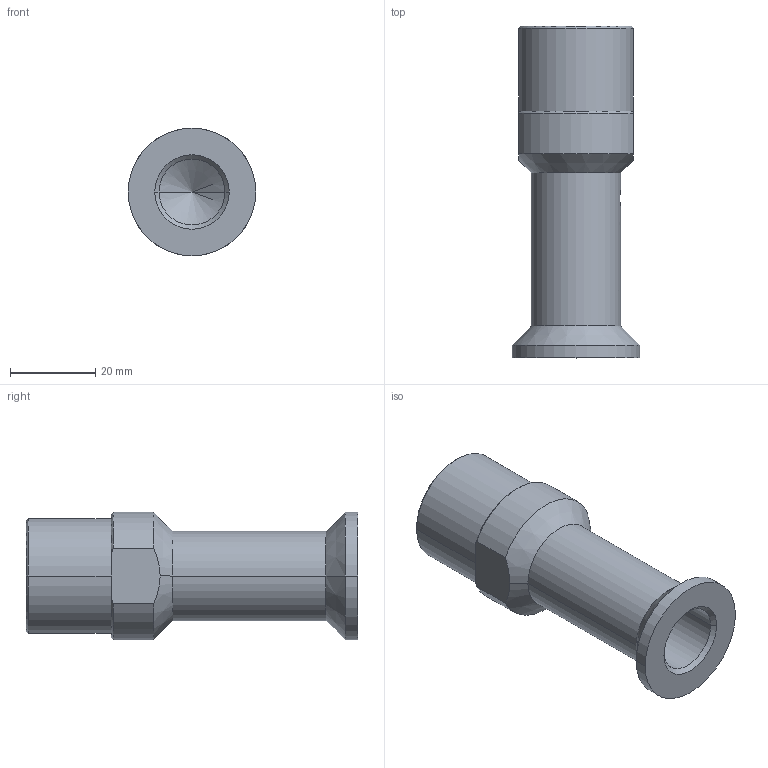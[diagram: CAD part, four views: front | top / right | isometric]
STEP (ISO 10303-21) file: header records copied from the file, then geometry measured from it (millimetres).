
FILE_DESCRIPTION((''),'2;1');
FILE_NAME('120G','2018-06-13T08:54:53',('sx.huang'),(''),'CREO PARAMETRIC BY PTC INC, 2016510','CREO PARAMETRIC BY PTC INC, 2016510','');
FILE_SCHEMA(());
Products named in the file (1): 120G
Bounding box: 30 x 78 x 30 mm (x, y, z)
Volume: 21824.2 mm3; surface area: 12505.8 mm2
Topology: 1 solids, 1 shells, 2191 faces, 5994 edges, 3713 vertices
Faces by surface type: bspline 1893, plane 139, cone 110, cylinder 41, extrusion 8
Entity records: 144561 total; most frequent: CARTESIAN_POINT 103502, ORIENTED_EDGE 11984, EDGE_CURVE 5992, B_SPLINE_CURVE_WITH_KNOTS 4391, VERTEX_POINT 3713, DIRECTION 2612, EDGE_LOOP 2227, FACE_OUTER_BOUND 2191
